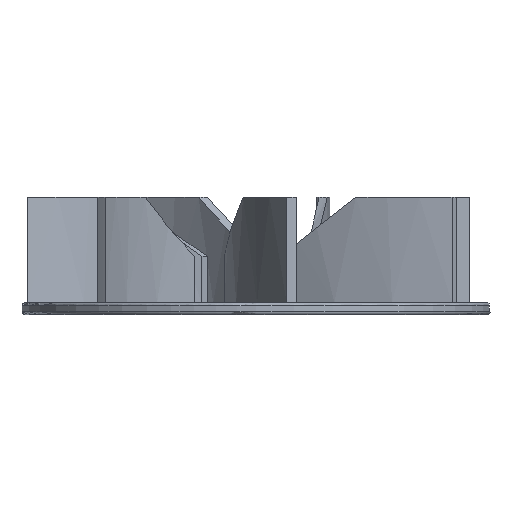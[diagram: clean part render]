
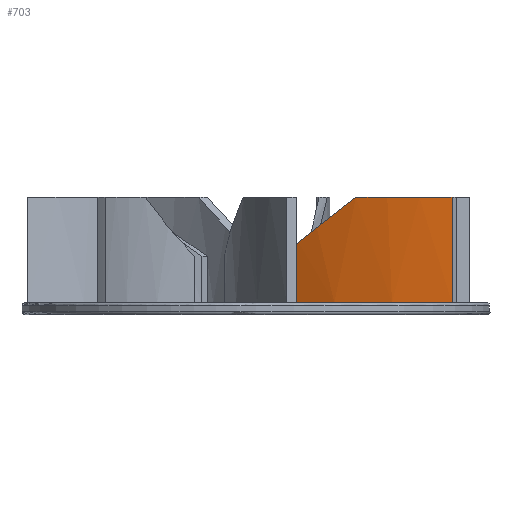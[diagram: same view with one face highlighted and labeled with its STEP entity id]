
A CAD part, left-side view. The second image highlights one B-rep face of the part: STEP entity #703.
In plain terms, the highlighted cylindrical face has radius 65.7 mm (diameter 131.4 mm), a partial arc.
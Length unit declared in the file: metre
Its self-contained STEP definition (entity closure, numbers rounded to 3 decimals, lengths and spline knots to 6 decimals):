
#679=EDGE_CURVE('',#680,#682,#684,.T.);
#680=VERTEX_POINT('',#681);
#681=CARTESIAN_POINT('',(-0.010165,-0.004204,
  0.009958));
#682=VERTEX_POINT('',#683);
#683=CARTESIAN_POINT('',(-0.010165,-0.004204,0.002));
#684=LINE('',#685,#686);
#685=CARTESIAN_POINT('',(-0.010165,-0.004204,0.02));
#686=VECTOR('',#687,1.0);
#687=DIRECTION('',(0.0,0.0,-1.0));
#703=ADVANCED_FACE('',(#709),#704,.T.);
#704=CYLINDRICAL_SURFACE('',#705,0.0657);
#705=AXIS2_PLACEMENT_3D('',#706,#707,#708);
#706=CARTESIAN_POINT('',(0.045478,-0.039137,0.02));
#707=DIRECTION('',(0.0,0.0,-1.0));
#708=DIRECTION('',(0.901,-0.434,0.0));
#709=FACE_OUTER_BOUND('',#710,.T.);
#710=EDGE_LOOP('',(#711,#722,#747,#748,#757));
#711=ORIENTED_EDGE('',*,*,#712,.T.);
#712=EDGE_CURVE('',#713,#715,#717,.T.);
#713=VERTEX_POINT('',#714);
#714=CARTESIAN_POINT('',(-0.019979,-0.033494,0.02));
#715=VERTEX_POINT('',#716);
#716=CARTESIAN_POINT('',(-0.016408,-0.01708,0.02));
#717=CIRCLE('',#718,0.0657);
#718=AXIS2_PLACEMENT_3D('',#719,#720,#721);
#719=CARTESIAN_POINT('',(0.045478,-0.039137,0.02));
#720=DIRECTION('',(0.0,0.0,-1.0));
#721=DIRECTION('',(0.901,-0.434,0.0));
#722=ORIENTED_EDGE('',*,*,#724,.T.);
#723=CARTESIAN_POINT('',(-0.016408,-0.01708,0.02));
#724=EDGE_CURVE('',#715,#680,#725,.T.);
#725=B_SPLINE_CURVE_WITH_KNOTS('',3,(#723,#726,#727,#728,#729,#730,#731,
  #732,#733,#734,#735,#736,#737,#738,#739,#740,#741,#742,#743,#744,#745,
  #746),.UNSPECIFIED.,.F.,.U.,(4,2,2,2,2,2,2,2,2,2,4),(0.0,
  0.125,0.25,0.375,
  0.5,0.625,0.75,0.8125,
  0.875,0.9375,1.0),.UNSPECIFIED.);
#726=CARTESIAN_POINT('',(-0.016209,-0.016521,
  0.019572));
#727=CARTESIAN_POINT('',(-0.016003,-0.015966,
  0.019145));
#728=CARTESIAN_POINT('',(-0.015575,-0.014861,
  0.018291));
#729=CARTESIAN_POINT('',(-0.015354,-0.014311,
  0.017865));
#730=CARTESIAN_POINT('',(-0.014896,-0.013218,
  0.017015));
#731=CARTESIAN_POINT('',(-0.01466,-0.012675,
  0.016591));
#732=CARTESIAN_POINT('',(-0.014172,-0.011594,
  0.015744));
#733=CARTESIAN_POINT('',(-0.013921,-0.011056,
  0.015322));
#734=CARTESIAN_POINT('',(-0.013403,-0.009986,
  0.01448));
#735=CARTESIAN_POINT('',(-0.013137,-0.009453,
  0.014061));
#736=CARTESIAN_POINT('',(-0.012588,-0.008393,
  0.013225));
#737=CARTESIAN_POINT('',(-0.012305,-0.007865,
  0.012809));
#738=CARTESIAN_POINT('',(-0.011869,-0.007077,
  0.012189));
#739=CARTESIAN_POINT('',(-0.011722,-0.006815,
  0.011983));
#740=CARTESIAN_POINT('',(-0.011422,-0.006291,
  0.011573));
#741=CARTESIAN_POINT('',(-0.011271,-0.006029,
  0.011368));
#742=CARTESIAN_POINT('',(-0.010963,-0.005507,
  0.010962));
#743=CARTESIAN_POINT('',(-0.010807,-0.005246,
  0.010759));
#744=CARTESIAN_POINT('',(-0.010489,-0.004725,
  0.010357));
#745=CARTESIAN_POINT('',(-0.010328,-0.004465,
  0.010157));
#746=CARTESIAN_POINT('',(-0.010165,-0.004204,
  0.009958));
#747=ORIENTED_EDGE('',*,*,#679,.T.);
#748=ORIENTED_EDGE('',*,*,#749,.T.);
#749=EDGE_CURVE('',#682,#750,#752,.T.);
#750=VERTEX_POINT('',#751);
#751=CARTESIAN_POINT('',(-0.019979,-0.033494,0.002));
#752=CIRCLE('',#753,0.0657);
#753=AXIS2_PLACEMENT_3D('',#754,#755,#756);
#754=CARTESIAN_POINT('',(0.045478,-0.039137,0.002));
#755=DIRECTION('',(0.0,0.0,1.0));
#756=DIRECTION('',(1.0,0.0,0.0));
#757=ORIENTED_EDGE('',*,*,#758,.F.);
#758=EDGE_CURVE('',#713,#750,#759,.T.);
#759=LINE('',#760,#761);
#760=CARTESIAN_POINT('',(-0.019979,-0.033494,0.02));
#761=VECTOR('',#762,1.0);
#762=DIRECTION('',(0.0,0.0,-1.0));
